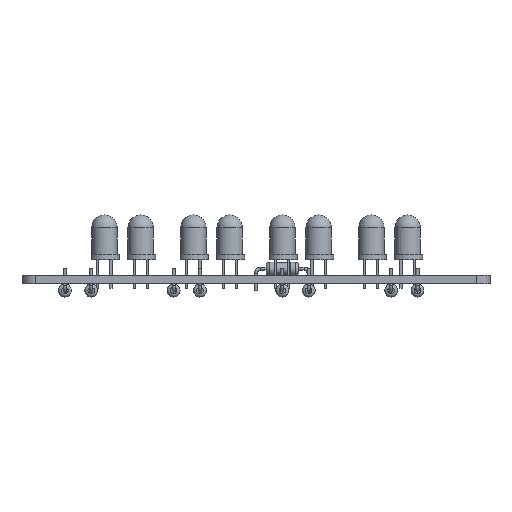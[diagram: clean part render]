
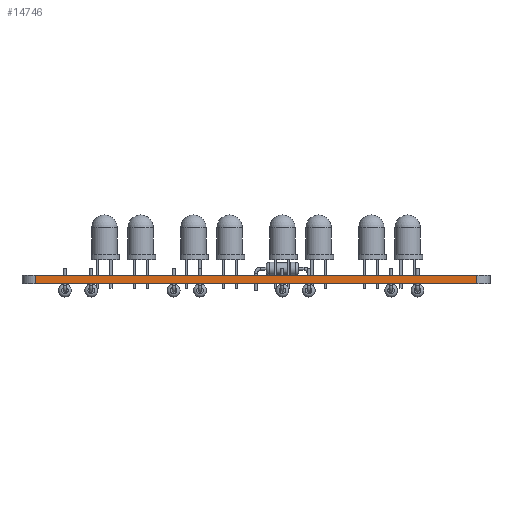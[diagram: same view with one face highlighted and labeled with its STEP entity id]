
A CAD part, front view. The second image highlights one B-rep face of the part: STEP entity #14746.
In plain terms, the highlighted planar face has unit normal (0, -1, 0).
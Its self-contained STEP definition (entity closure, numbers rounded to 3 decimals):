
#2262 = PLANE('',#2263);
#2263 = AXIS2_PLACEMENT_3D('',#2264,#2265,#2266);
#2264 = CARTESIAN_POINT('',(45.72,-37.783,1.6));
#2265 = DIRECTION('',(0.,0.,1.));
#2266 = DIRECTION('',(1.,0.,0.));
#2290 = CYLINDRICAL_SURFACE('',#2291,2.54);
#2291 = AXIS2_PLACEMENT_3D('',#2292,#2293,#2294);
#2292 = CARTESIAN_POINT('',(3.175,-72.39,0.));
#2293 = DIRECTION('',(0.,0.,-1.));
#2294 = DIRECTION('',(1.,0.,0.));
#2316 = PLANE('',#2317);
#2317 = AXIS2_PLACEMENT_3D('',#2318,#2319,#2320);
#2318 = CARTESIAN_POINT('',(45.72,-37.783,0.));
#2319 = DIRECTION('',(0.,0.,1.));
#2320 = DIRECTION('',(1.,0.,0.));
#2411 = VERTEX_POINT('',#2412);
#2412 = CARTESIAN_POINT('',(3.175,-74.93,1.6));
#2434 = EDGE_CURVE('',#2435,#2411,#2437,.T.);
#2435 = VERTEX_POINT('',#2436);
#2436 = CARTESIAN_POINT('',(3.175,-74.93,0.));
#2437 = SURFACE_CURVE('',#2438,(#2442,#2449),.PCURVE_S1.);
#2438 = LINE('',#2439,#2440);
#2439 = CARTESIAN_POINT('',(3.175,-74.93,0.));
#2440 = VECTOR('',#2441,1.);
#2441 = DIRECTION('',(0.,0.,1.));
#2442 = PCURVE('',#2290,#2443);
#2443 = DEFINITIONAL_REPRESENTATION('',(#2444),#2448);
#2444 = LINE('',#2445,#2446);
#2445 = CARTESIAN_POINT('',(-4.712,0.));
#2446 = VECTOR('',#2447,1.);
#2447 = DIRECTION('',(0.,-1.));
#2448 = ( GEOMETRIC_REPRESENTATION_CONTEXT(2) 
PARAMETRIC_REPRESENTATION_CONTEXT() REPRESENTATION_CONTEXT('2D SPACE',''
  ) );
#2449 = PCURVE('',#2450,#2455);
#2450 = PLANE('',#2451);
#2451 = AXIS2_PLACEMENT_3D('',#2452,#2453,#2454);
#2452 = CARTESIAN_POINT('',(3.175,-74.93,0.));
#2453 = DIRECTION('',(0.,1.,0.));
#2454 = DIRECTION('',(1.,0.,0.));
#2455 = DEFINITIONAL_REPRESENTATION('',(#2456),#2460);
#2456 = LINE('',#2457,#2458);
#2457 = CARTESIAN_POINT('',(0.,0.));
#2458 = VECTOR('',#2459,1.);
#2459 = DIRECTION('',(0.,-1.));
#2460 = ( GEOMETRIC_REPRESENTATION_CONTEXT(2) 
PARAMETRIC_REPRESENTATION_CONTEXT() REPRESENTATION_CONTEXT('2D SPACE',''
  ) );
#2489 = EDGE_CURVE('',#2435,#2490,#2492,.T.);
#2490 = VERTEX_POINT('',#2491);
#2491 = CARTESIAN_POINT('',(88.265,-74.93,0.));
#2492 = SURFACE_CURVE('',#2493,(#2497,#2504),.PCURVE_S1.);
#2493 = LINE('',#2494,#2495);
#2494 = CARTESIAN_POINT('',(3.175,-74.93,0.));
#2495 = VECTOR('',#2496,1.);
#2496 = DIRECTION('',(1.,0.,0.));
#2497 = PCURVE('',#2316,#2498);
#2498 = DEFINITIONAL_REPRESENTATION('',(#2499),#2503);
#2499 = LINE('',#2500,#2501);
#2500 = CARTESIAN_POINT('',(-42.545,-37.148));
#2501 = VECTOR('',#2502,1.);
#2502 = DIRECTION('',(1.,0.));
#2503 = ( GEOMETRIC_REPRESENTATION_CONTEXT(2) 
PARAMETRIC_REPRESENTATION_CONTEXT() REPRESENTATION_CONTEXT('2D SPACE',''
  ) );
#2504 = PCURVE('',#2450,#2505);
#2505 = DEFINITIONAL_REPRESENTATION('',(#2506),#2510);
#2506 = LINE('',#2507,#2508);
#2507 = CARTESIAN_POINT('',(0.,0.));
#2508 = VECTOR('',#2509,1.);
#2509 = DIRECTION('',(1.,0.));
#2510 = ( GEOMETRIC_REPRESENTATION_CONTEXT(2) 
PARAMETRIC_REPRESENTATION_CONTEXT() REPRESENTATION_CONTEXT('2D SPACE',''
  ) );
#2529 = CYLINDRICAL_SURFACE('',#2530,2.54);
#2530 = AXIS2_PLACEMENT_3D('',#2531,#2532,#2533);
#2531 = CARTESIAN_POINT('',(88.265,-72.39,0.));
#2532 = DIRECTION('',(0.,0.,-1.));
#2533 = DIRECTION('',(1.,0.,0.));
#9142 = EDGE_CURVE('',#2411,#9143,#9145,.T.);
#9143 = VERTEX_POINT('',#9144);
#9144 = CARTESIAN_POINT('',(88.265,-74.93,1.6));
#9145 = SURFACE_CURVE('',#9146,(#9150,#9157),.PCURVE_S1.);
#9146 = LINE('',#9147,#9148);
#9147 = CARTESIAN_POINT('',(3.175,-74.93,1.6));
#9148 = VECTOR('',#9149,1.);
#9149 = DIRECTION('',(1.,0.,0.));
#9150 = PCURVE('',#2262,#9151);
#9151 = DEFINITIONAL_REPRESENTATION('',(#9152),#9156);
#9152 = LINE('',#9153,#9154);
#9153 = CARTESIAN_POINT('',(-42.545,-37.148));
#9154 = VECTOR('',#9155,1.);
#9155 = DIRECTION('',(1.,0.));
#9156 = ( GEOMETRIC_REPRESENTATION_CONTEXT(2) 
PARAMETRIC_REPRESENTATION_CONTEXT() REPRESENTATION_CONTEXT('2D SPACE',''
  ) );
#9157 = PCURVE('',#2450,#9158);
#9158 = DEFINITIONAL_REPRESENTATION('',(#9159),#9163);
#9159 = LINE('',#9160,#9161);
#9160 = CARTESIAN_POINT('',(0.,-1.6));
#9161 = VECTOR('',#9162,1.);
#9162 = DIRECTION('',(1.,0.));
#9163 = ( GEOMETRIC_REPRESENTATION_CONTEXT(2) 
PARAMETRIC_REPRESENTATION_CONTEXT() REPRESENTATION_CONTEXT('2D SPACE',''
  ) );
#14746 = ADVANCED_FACE('',(#14747),#2450,.F.);
#14747 = FACE_BOUND('',#14748,.F.);
#14748 = EDGE_LOOP('',(#14749,#14750,#14751,#14772));
#14749 = ORIENTED_EDGE('',*,*,#2434,.T.);
#14750 = ORIENTED_EDGE('',*,*,#9142,.T.);
#14751 = ORIENTED_EDGE('',*,*,#14752,.F.);
#14752 = EDGE_CURVE('',#2490,#9143,#14753,.T.);
#14753 = SURFACE_CURVE('',#14754,(#14758,#14765),.PCURVE_S1.);
#14754 = LINE('',#14755,#14756);
#14755 = CARTESIAN_POINT('',(88.265,-74.93,0.));
#14756 = VECTOR('',#14757,1.);
#14757 = DIRECTION('',(0.,0.,1.));
#14758 = PCURVE('',#2450,#14759);
#14759 = DEFINITIONAL_REPRESENTATION('',(#14760),#14764);
#14760 = LINE('',#14761,#14762);
#14761 = CARTESIAN_POINT('',(85.09,0.));
#14762 = VECTOR('',#14763,1.);
#14763 = DIRECTION('',(0.,-1.));
#14764 = ( GEOMETRIC_REPRESENTATION_CONTEXT(2) 
PARAMETRIC_REPRESENTATION_CONTEXT() REPRESENTATION_CONTEXT('2D SPACE',''
  ) );
#14765 = PCURVE('',#2529,#14766);
#14766 = DEFINITIONAL_REPRESENTATION('',(#14767),#14771);
#14767 = LINE('',#14768,#14769);
#14768 = CARTESIAN_POINT('',(-4.712,0.));
#14769 = VECTOR('',#14770,1.);
#14770 = DIRECTION('',(0.,-1.));
#14771 = ( GEOMETRIC_REPRESENTATION_CONTEXT(2) 
PARAMETRIC_REPRESENTATION_CONTEXT() REPRESENTATION_CONTEXT('2D SPACE',''
  ) );
#14772 = ORIENTED_EDGE('',*,*,#2489,.F.);
